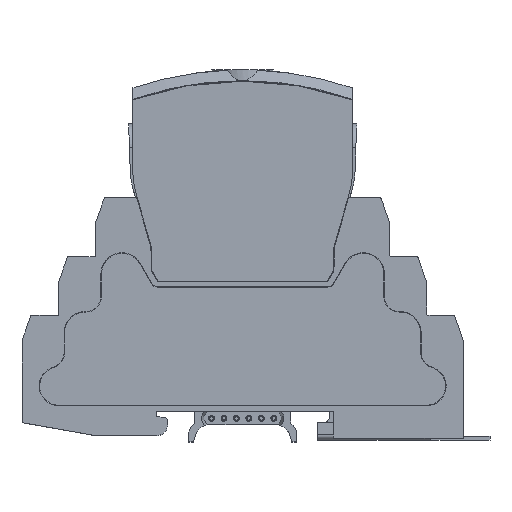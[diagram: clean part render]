
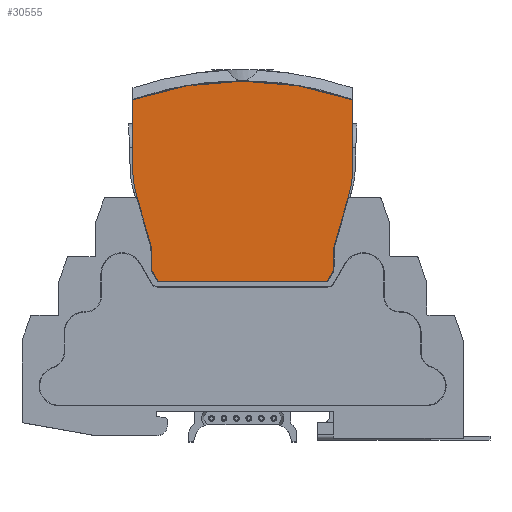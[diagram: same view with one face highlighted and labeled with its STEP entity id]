
A CAD part, top view. The second image highlights one B-rep face of the part: STEP entity #30555.
In plain terms, the highlighted face is planar.
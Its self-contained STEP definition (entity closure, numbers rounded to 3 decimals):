
#1158 = DIRECTION ( 'NONE',  ( 0., -1., 0. ) ) ;
#1262 = VERTEX_POINT ( 'NONE', #5617 ) ;
#2170 = ORIENTED_EDGE ( 'NONE', *, *, #13790, .F. ) ;
#2202 = VECTOR ( 'NONE', #34818, 1000. ) ;
#2472 = CARTESIAN_POINT ( 'NONE',  ( 22.4, 37.087, 0. ) ) ;
#3430 = VERTEX_POINT ( 'NONE', #34235 ) ;
#3959 = EDGE_CURVE ( 'NONE', #3430, #19418, #31361, .T. ) ;
#4214 = LINE ( 'NONE', #30671, #48741 ) ;
#4427 = CARTESIAN_POINT ( 'NONE',  ( -18.5, 2.252, 0. ) ) ;
#4805 = CARTESIAN_POINT ( 'NONE',  ( -18.582, 6.965, 0. ) ) ;
#5099 = VECTOR ( 'NONE', #7133, 1000. ) ;
#5617 = CARTESIAN_POINT ( 'NONE',  ( 21.788, 18.145, 0. ) ) ;
#5810 = VERTEX_POINT ( 'NONE', #44983 ) ;
#6127 = LINE ( 'NONE', #21119, #40460 ) ;
#6694 = EDGE_CURVE ( 'NONE', #43409, #35073, #19552, .T. ) ;
#6927 = ORIENTED_EDGE ( 'NONE', *, *, #21024, .F. ) ;
#7133 = DIRECTION ( 'NONE',  ( 0.017, -1., 0. ) ) ;
#7222 = ORIENTED_EDGE ( 'NONE', *, *, #24512, .F. ) ;
#7703 = DIRECTION ( 'NONE',  ( 0., 0., 1. ) ) ;
#8169 = CARTESIAN_POINT ( 'NONE',  ( -22.4, 37.087, 0. ) ) ;
#8348 = LINE ( 'NONE', #30800, #13181 ) ;
#8524 = DIRECTION ( 'NONE',  ( 1., 0., 0. ) ) ;
#8831 = VECTOR ( 'NONE', #19649, 1000. ) ;
#9729 = ORIENTED_EDGE ( 'NONE', *, *, #32826, .F. ) ;
#11301 = CARTESIAN_POINT ( 'NONE',  ( 22.4, 22.5, 0. ) ) ;
#11344 = VECTOR ( 'NONE', #1158, 1000. ) ;
#11748 = CIRCLE ( 'NONE', #17326, 15.8 ) ;
#13181 = VECTOR ( 'NONE', #46303, 1000. ) ;
#13790 = EDGE_CURVE ( 'NONE', #17984, #5810, #8348, .T. ) ;
#15324 = VERTEX_POINT ( 'NONE', #11301 ) ;
#15736 = VERTEX_POINT ( 'NONE', #2472 ) ;
#16047 = EDGE_CURVE ( 'NONE', #15736, #3430, #40370, .T. ) ;
#16630 = ORIENTED_EDGE ( 'NONE', *, *, #39828, .F. ) ;
#17326 = AXIS2_PLACEMENT_3D ( 'NONE', #30064, #22347, #37355 ) ;
#17984 = VERTEX_POINT ( 'NONE', #36194 ) ;
#18278 = DIRECTION ( 'NONE',  ( 0.5, 0.866, 0. ) ) ;
#18353 = CARTESIAN_POINT ( 'NONE',  ( -18.582, 6.965, 0. ) ) ;
#18542 = CARTESIAN_POINT ( 'NONE',  ( 18.5, 2.252, 0. ) ) ;
#19418 = VERTEX_POINT ( 'NONE', #28392 ) ;
#19552 = LINE ( 'NONE', #49090, #2202 ) ;
#19649 = DIRECTION ( 'NONE',  ( 0.5, -0.866, 0. ) ) ;
#19742 = DIRECTION ( 'NONE',  ( 0., 0., 1. ) ) ;
#20964 = CARTESIAN_POINT ( 'NONE',  ( 0., -26.8, 0. ) ) ;
#21024 = EDGE_CURVE ( 'NONE', #1262, #15324, #46162, .T. ) ;
#21119 = CARTESIAN_POINT ( 'NONE',  ( 18.582, 6.965, 0. ) ) ;
#21264 = ORIENTED_EDGE ( 'NONE', *, *, #43288, .F. ) ;
#21279 = LINE ( 'NONE', #18542, #46100 ) ;
#21363 = DIRECTION ( 'NONE',  ( 0.017, 1., 0. ) ) ;
#22041 = AXIS2_PLACEMENT_3D ( 'NONE', #20964, #19742, #8524 ) ;
#22347 = DIRECTION ( 'NONE',  ( 0., 0., 1. ) ) ;
#22440 = PLANE ( 'NONE',  #31661 ) ;
#22597 = CARTESIAN_POINT ( 'NONE',  ( -21.788, 18.145, 0. ) ) ;
#23358 = DIRECTION ( 'NONE',  ( 0.276, 0.961, 0. ) ) ;
#23712 = ORIENTED_EDGE ( 'NONE', *, *, #26303, .F. ) ;
#24512 = EDGE_CURVE ( 'NONE', #5810, #39384, #21279, .T. ) ;
#25341 = LINE ( 'NONE', #18353, #5099 ) ;
#25355 = EDGE_LOOP ( 'NONE', ( #6927, #33753, #30487, #7222, #2170, #9729, #16630, #43496, #21264, #49416, #44593, #23712 ) ) ;
#26303 = EDGE_CURVE ( 'NONE', #15324, #15736, #4214, .T. ) ;
#26895 = DIRECTION ( 'NONE',  ( 0., 1., 0. ) ) ;
#27389 = DIRECTION ( 'NONE',  ( 1., 0., 0. ) ) ;
#28392 = CARTESIAN_POINT ( 'NONE',  ( -22.4, 22.5, 0. ) ) ;
#29615 = EDGE_CURVE ( 'NONE', #39384, #36544, #6127, .T. ) ;
#30064 = CARTESIAN_POINT ( 'NONE',  ( -6.6, 22.5, 0. ) ) ;
#30382 = CARTESIAN_POINT ( 'NONE',  ( -18.5, 2.252, 0. ) ) ;
#30487 = ORIENTED_EDGE ( 'NONE', *, *, #29615, .F. ) ;
#30555 = ADVANCED_FACE ( 'NONE', ( #40962 ), #22440, .F. ) ;
#30671 = CARTESIAN_POINT ( 'NONE',  ( 22.4, 37.087, 0. ) ) ;
#30800 = CARTESIAN_POINT ( 'NONE',  ( -17.2, 0., 0. ) ) ;
#30832 = LINE ( 'NONE', #38621, #32017 ) ;
#31361 = LINE ( 'NONE', #8169, #11344 ) ;
#31661 = AXIS2_PLACEMENT_3D ( 'NONE', #42671, #7703, #27389 ) ;
#32017 = VECTOR ( 'NONE', #23358, 1000. ) ;
#32826 = EDGE_CURVE ( 'NONE', #44892, #17984, #49189, .T. ) ;
#32985 = DIRECTION ( 'NONE',  ( 0., 0., 1. ) ) ;
#33753 = ORIENTED_EDGE ( 'NONE', *, *, #34065, .F. ) ;
#34065 = EDGE_CURVE ( 'NONE', #36544, #1262, #30832, .T. ) ;
#34235 = CARTESIAN_POINT ( 'NONE',  ( -22.4, 37.087, 0. ) ) ;
#34818 = DIRECTION ( 'NONE',  ( 0.276, -0.961, 0. ) ) ;
#35073 = VERTEX_POINT ( 'NONE', #4805 ) ;
#36194 = CARTESIAN_POINT ( 'NONE',  ( -17.2, 0., 0. ) ) ;
#36544 = VERTEX_POINT ( 'NONE', #41722 ) ;
#37355 = DIRECTION ( 'NONE',  ( -1., 0., 0. ) ) ;
#38621 = CARTESIAN_POINT ( 'NONE',  ( 21.788, 18.145, 0. ) ) ;
#39384 = VERTEX_POINT ( 'NONE', #40437 ) ;
#39780 = AXIS2_PLACEMENT_3D ( 'NONE', #40485, #32985, #47727 ) ;
#39828 = EDGE_CURVE ( 'NONE', #35073, #44892, #25341, .T. ) ;
#40370 = CIRCLE ( 'NONE', #22041, 67.7 ) ;
#40437 = CARTESIAN_POINT ( 'NONE',  ( 18.5, 2.252, 0. ) ) ;
#40460 = VECTOR ( 'NONE', #21363, 1000. ) ;
#40485 = CARTESIAN_POINT ( 'NONE',  ( 6.6, 22.5, 0. ) ) ;
#40962 = FACE_OUTER_BOUND ( 'NONE', #25355, .T. ) ;
#41722 = CARTESIAN_POINT ( 'NONE',  ( 18.582, 6.965, 0. ) ) ;
#42671 = CARTESIAN_POINT ( 'NONE',  ( 6.6, 22.5, 0. ) ) ;
#43288 = EDGE_CURVE ( 'NONE', #19418, #43409, #11748, .T. ) ;
#43409 = VERTEX_POINT ( 'NONE', #22597 ) ;
#43496 = ORIENTED_EDGE ( 'NONE', *, *, #6694, .F. ) ;
#44593 = ORIENTED_EDGE ( 'NONE', *, *, #16047, .F. ) ;
#44892 = VERTEX_POINT ( 'NONE', #30382 ) ;
#44983 = CARTESIAN_POINT ( 'NONE',  ( 17.2, 0., 0. ) ) ;
#46100 = VECTOR ( 'NONE', #18278, 1000. ) ;
#46162 = CIRCLE ( 'NONE', #39780, 15.8 ) ;
#46303 = DIRECTION ( 'NONE',  ( 1., 0., 0. ) ) ;
#47727 = DIRECTION ( 'NONE',  ( 1., 0., 0. ) ) ;
#48741 = VECTOR ( 'NONE', #26895, 1000. ) ;
#49090 = CARTESIAN_POINT ( 'NONE',  ( -21.788, 18.145, 0. ) ) ;
#49189 = LINE ( 'NONE', #4427, #8831 ) ;
#49416 = ORIENTED_EDGE ( 'NONE', *, *, #3959, .F. ) ;
